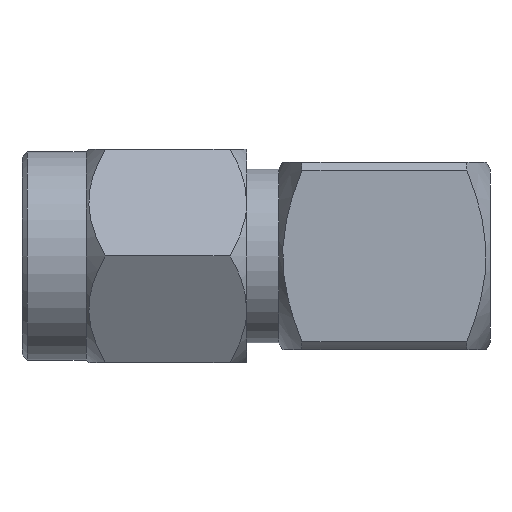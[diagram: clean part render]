
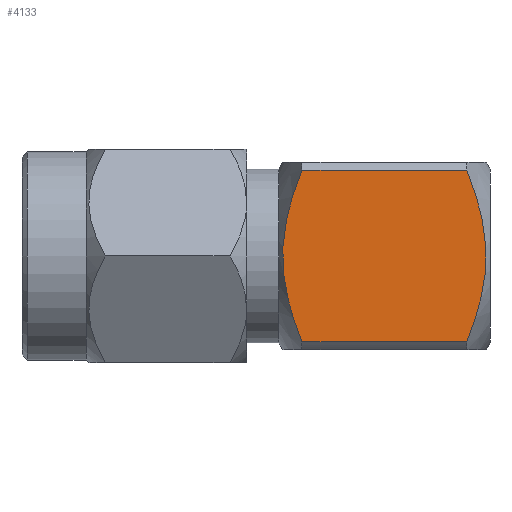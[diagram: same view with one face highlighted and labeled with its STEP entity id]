
A CAD part, front view. The second image highlights one B-rep face of the part: STEP entity #4133.
In plain terms, the highlighted planar face has unit normal (0, -1, 0).
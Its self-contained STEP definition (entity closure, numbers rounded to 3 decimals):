
#392=DIRECTION('',(1.,0.,0.));
#393=VECTOR('',#392,6.168);
#394=CARTESIAN_POINT('',(14.666,1.25,-7.961));
#395=LINE('',#394,#393);
#405=CARTESIAN_POINT('',(14.666,1.25,-1.539));
#406=CARTESIAN_POINT('',(14.61,1.25,-1.683));
#407=CARTESIAN_POINT('',(14.506,1.25,-1.959));
#408=CARTESIAN_POINT('',(14.376,1.25,-2.336));
#409=CARTESIAN_POINT('',(14.267,1.25,-2.687));
#410=CARTESIAN_POINT('',(14.175,1.25,-3.021));
#411=CARTESIAN_POINT('',(14.099,1.25,-3.344));
#412=CARTESIAN_POINT('',(14.038,1.25,-3.659));
#413=CARTESIAN_POINT('',(13.991,1.25,-3.972));
#414=CARTESIAN_POINT('',(13.96,1.25,-4.283));
#415=CARTESIAN_POINT('',(13.944,1.25,-4.594));
#416=CARTESIAN_POINT('',(13.944,1.25,-4.906));
#417=CARTESIAN_POINT('',(13.96,1.25,-5.217));
#418=CARTESIAN_POINT('',(13.991,1.25,-5.528));
#419=CARTESIAN_POINT('',(14.038,1.25,-5.841));
#420=CARTESIAN_POINT('',(14.099,1.25,-6.156));
#421=CARTESIAN_POINT('',(14.175,1.25,-6.479));
#422=CARTESIAN_POINT('',(14.267,1.25,-6.813));
#423=CARTESIAN_POINT('',(14.376,1.25,-7.164));
#424=CARTESIAN_POINT('',(14.506,1.25,-7.541));
#425=CARTESIAN_POINT('',(14.61,1.25,-7.817));
#426=CARTESIAN_POINT('',(14.666,1.25,-7.961));
#428=CARTESIAN_POINT('',(20.834,1.25,-1.539));
#429=CARTESIAN_POINT('',(20.89,1.25,-1.683));
#430=CARTESIAN_POINT('',(20.994,1.25,-1.959));
#431=CARTESIAN_POINT('',(21.124,1.25,-2.336));
#432=CARTESIAN_POINT('',(21.233,1.25,-2.687));
#433=CARTESIAN_POINT('',(21.325,1.25,-3.02));
#434=CARTESIAN_POINT('',(21.401,1.25,-3.343));
#435=CARTESIAN_POINT('',(21.462,1.25,-3.659));
#436=CARTESIAN_POINT('',(21.509,1.25,-3.971));
#437=CARTESIAN_POINT('',(21.54,1.25,-4.283));
#438=CARTESIAN_POINT('',(21.556,1.25,-4.594));
#439=CARTESIAN_POINT('',(21.556,1.25,-4.906));
#440=CARTESIAN_POINT('',(21.54,1.25,-5.217));
#441=CARTESIAN_POINT('',(21.509,1.25,-5.529));
#442=CARTESIAN_POINT('',(21.462,1.25,-5.841));
#443=CARTESIAN_POINT('',(21.401,1.25,-6.157));
#444=CARTESIAN_POINT('',(21.325,1.25,-6.48));
#445=CARTESIAN_POINT('',(21.233,1.25,-6.813));
#446=CARTESIAN_POINT('',(21.124,1.25,-7.164));
#447=CARTESIAN_POINT('',(20.994,1.25,-7.541));
#448=CARTESIAN_POINT('',(20.89,1.25,-7.817));
#449=CARTESIAN_POINT('',(20.834,1.25,-7.961));
#465=DIRECTION('',(1.,0.,0.));
#466=VECTOR('',#465,6.168);
#467=CARTESIAN_POINT('',(14.666,1.25,-1.539));
#468=LINE('',#467,#466);
#3242=CARTESIAN_POINT('',(14.666,1.25,-1.539));
#3244=VERTEX_POINT('',#3242);
#3245=CARTESIAN_POINT('',(14.666,1.25,-7.961));
#3247=VERTEX_POINT('',#3245);
#3261=CARTESIAN_POINT('',(20.834,1.25,-1.539));
#3262=VERTEX_POINT('',#3261);
#3263=CARTESIAN_POINT('',(20.834,1.25,-7.961));
#3264=VERTEX_POINT('',#3263);
#4120=CARTESIAN_POINT('',(13.8,1.25,-1.25));
#4121=DIRECTION('',(0.,1.,0.));
#4122=DIRECTION('',(0.,0.,-1.));
#4123=AXIS2_PLACEMENT_3D('',#4120,#4121,#4122);
#4124=PLANE('',#4123);
#4125=ORIENTED_EDGE('',*,*,#4041,.F.);
#4127=ORIENTED_EDGE('',*,*,#4126,.T.);
#4129=ORIENTED_EDGE('',*,*,#4128,.T.);
#4130=ORIENTED_EDGE('',*,*,#4112,.F.);
#4131=EDGE_LOOP('',(#4125,#4127,#4129,#4130));
#4132=FACE_OUTER_BOUND('',#4131,.F.);
#427=B_SPLINE_CURVE_WITH_KNOTS('',3,(#405,#406,#407,#408,#409,#410,#411,#412,
#413,#414,#415,#416,#417,#418,#419,#420,#421,#422,#423,#424,#425,#426),
.UNSPECIFIED.,.F.,.F.,(4,1,1,1,1,1,1,1,1,1,1,1,1,1,1,1,1,1,1,4),(0.,
0.053,0.105,0.158,0.211,
0.263,0.316,0.368,0.421,
0.474,0.526,0.579,0.632,
0.684,0.737,0.789,0.842,
0.895,0.947,1.),.UNSPECIFIED.);
#450=B_SPLINE_CURVE_WITH_KNOTS('',3,(#428,#429,#430,#431,#432,#433,#434,#435,
#436,#437,#438,#439,#440,#441,#442,#443,#444,#445,#446,#447,#448,#449),
.UNSPECIFIED.,.F.,.F.,(4,1,1,1,1,1,1,1,1,1,1,1,1,1,1,1,1,1,1,4),(0.,
0.053,0.105,0.158,0.211,
0.263,0.316,0.368,0.421,
0.474,0.526,0.579,0.632,
0.684,0.737,0.789,0.842,
0.895,0.947,1.),.UNSPECIFIED.);
#4041=EDGE_CURVE('',#3244,#3247,#427,.T.);
#4112=EDGE_CURVE('',#3247,#3264,#395,.T.);
#4126=EDGE_CURVE('',#3244,#3262,#468,.T.);
#4128=EDGE_CURVE('',#3262,#3264,#450,.T.);
#4133=ADVANCED_FACE('',(#4132),#4124,.F.);
